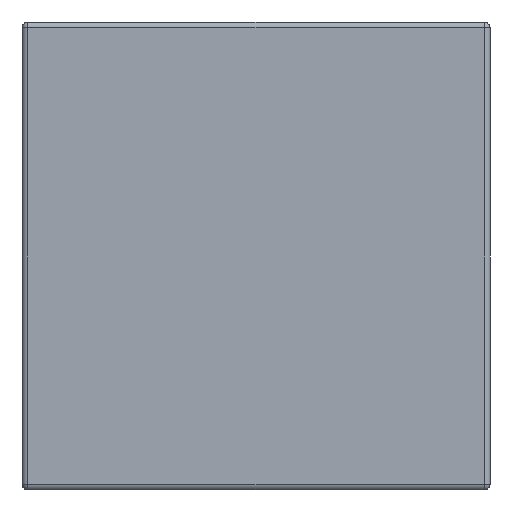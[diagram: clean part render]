
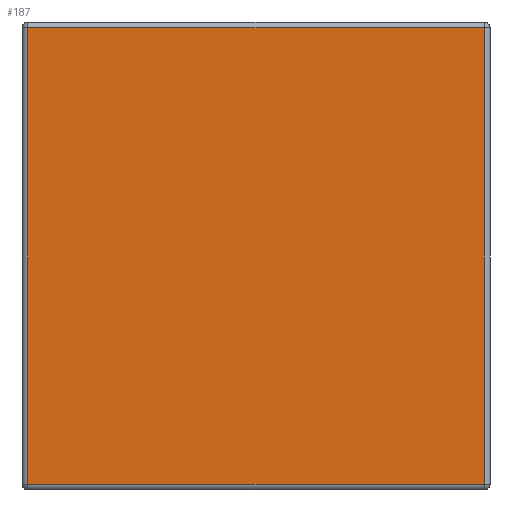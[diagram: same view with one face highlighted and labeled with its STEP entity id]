
A CAD part, front view. The second image highlights one B-rep face of the part: STEP entity #187.
In plain terms, the highlighted planar face has unit normal (0, -1, 0).
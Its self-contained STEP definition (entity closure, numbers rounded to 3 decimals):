
#187 = ADVANCED_FACE( '', ( #298 ), #299, .T. );
#298 = FACE_OUTER_BOUND( '', #368, .T. );
#299 = PLANE( '', #369 );
#368 = EDGE_LOOP( '', ( #478, #479, #480, #481 ) );
#369 = AXIS2_PLACEMENT_3D( '', #482, #483, #484 );
#478 = ORIENTED_EDGE( '', *, *, #654, .T. );
#479 = ORIENTED_EDGE( '', *, *, #655, .T. );
#480 = ORIENTED_EDGE( '', *, *, #656, .T. );
#481 = ORIENTED_EDGE( '', *, *, #657, .T. );
#482 = CARTESIAN_POINT( '', ( -0.8, -0.5, -0.8 ) );
#483 = DIRECTION( '', ( 0., -1., 0. ) );
#484 = DIRECTION( '', ( 0., 0., -1. ) );
#654 = EDGE_CURVE( '', #743, #744, #745, .T. );
#655 = EDGE_CURVE( '', #744, #746, #747, .T. );
#656 = EDGE_CURVE( '', #746, #748, #749, .T. );
#657 = EDGE_CURVE( '', #748, #743, #750, .T. );
#743 = VERTEX_POINT( '', #810 );
#744 = VERTEX_POINT( '', #811 );
#745 = LINE( '', #812, #813 );
#746 = VERTEX_POINT( '', #814 );
#747 = LINE( '', #815, #816 );
#748 = VERTEX_POINT( '', #817 );
#749 = LINE( '', #818, #819 );
#750 = LINE( '', #820, #821 );
#810 = CARTESIAN_POINT( '', ( -0.78, -0.5, 0.78 ) );
#811 = CARTESIAN_POINT( '', ( -0.78, -0.5, -0.78 ) );
#812 = CARTESIAN_POINT( '', ( -0.78, -0.5, -0.8 ) );
#813 = VECTOR( '', #872, 1000. );
#814 = CARTESIAN_POINT( '', ( 0.78, -0.5, -0.78 ) );
#815 = CARTESIAN_POINT( '', ( 0.8, -0.5, -0.78 ) );
#816 = VECTOR( '', #873, 1000. );
#817 = CARTESIAN_POINT( '', ( 0.78, -0.5, 0.78 ) );
#818 = CARTESIAN_POINT( '', ( 0.78, -0.5, 0.8 ) );
#819 = VECTOR( '', #874, 1000. );
#820 = CARTESIAN_POINT( '', ( -0.8, -0.5, 0.78 ) );
#821 = VECTOR( '', #875, 1000. );
#872 = DIRECTION( '', ( 0., 0., -1. ) );
#873 = DIRECTION( '', ( 1., 0., 0. ) );
#874 = DIRECTION( '', ( 0., 0., 1. ) );
#875 = DIRECTION( '', ( -1., 0., 0. ) );
